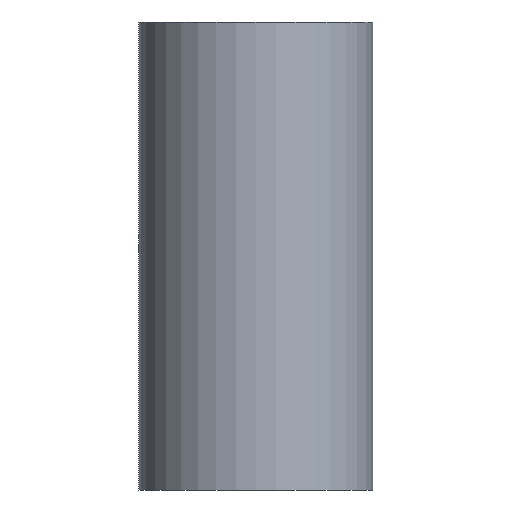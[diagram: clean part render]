
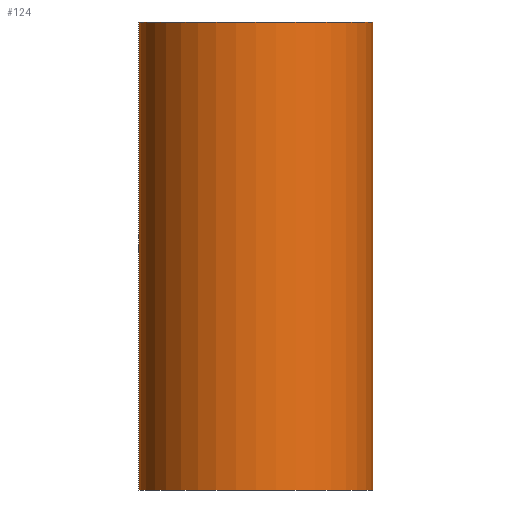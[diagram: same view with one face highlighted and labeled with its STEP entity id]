
A CAD part, front view. The second image highlights one B-rep face of the part: STEP entity #124.
In plain terms, the highlighted cylindrical face has radius 12.7 mm (diameter 25.4 mm), a full revolution.
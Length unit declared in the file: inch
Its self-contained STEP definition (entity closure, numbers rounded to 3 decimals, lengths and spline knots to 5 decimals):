
#26=FACE_OUTER_BOUND('',#34,.T.);
#34=EDGE_LOOP('',(#108,#109,#110,#111));
#40=LINE('',#264,#43);
#43=VECTOR('',#199,0.5);
#55=CIRCLE('',#157,0.5);
#56=CIRCLE('',#158,0.5);
#66=VERTEX_POINT('',#261);
#67=VERTEX_POINT('',#263);
#81=EDGE_CURVE('',#66,#66,#55,.T.);
#82=EDGE_CURVE('',#66,#67,#40,.T.);
#83=EDGE_CURVE('',#67,#67,#56,.T.);
#108=ORIENTED_EDGE('',*,*,#81,.F.);
#109=ORIENTED_EDGE('',*,*,#82,.T.);
#110=ORIENTED_EDGE('',*,*,#83,.T.);
#111=ORIENTED_EDGE('',*,*,#82,.F.);
#118=CYLINDRICAL_SURFACE('',#156,0.5);
#124=ADVANCED_FACE('',(#26),#118,.T.);
#156=AXIS2_PLACEMENT_3D('',#260,#195,#196);
#157=AXIS2_PLACEMENT_3D('',#262,#197,#198);
#158=AXIS2_PLACEMENT_3D('',#265,#200,#201);
#195=DIRECTION('center_axis',(0.,0.,-1.));
#196=DIRECTION('ref_axis',(-1.,0.,0.));
#197=DIRECTION('center_axis',(0.,0.,-1.));
#198=DIRECTION('ref_axis',(-1.,0.,0.));
#199=DIRECTION('',(0.,0.,1.));
#200=DIRECTION('center_axis',(0.,0.,-1.));
#201=DIRECTION('ref_axis',(-1.,0.,0.));
#260=CARTESIAN_POINT('Origin',(0.,0.,2.));
#261=CARTESIAN_POINT('',(0.5,0.,0.));
#262=CARTESIAN_POINT('Origin',(0.,0.,0.));
#263=CARTESIAN_POINT('',(0.5,0.,2.));
#264=CARTESIAN_POINT('',(0.5,0.,2.));
#265=CARTESIAN_POINT('Origin',(0.,0.,2.));
